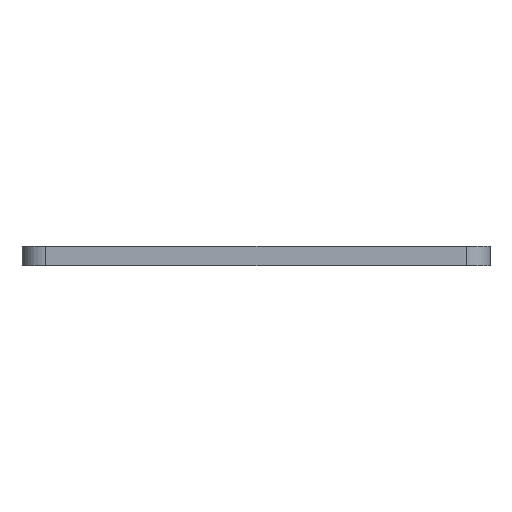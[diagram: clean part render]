
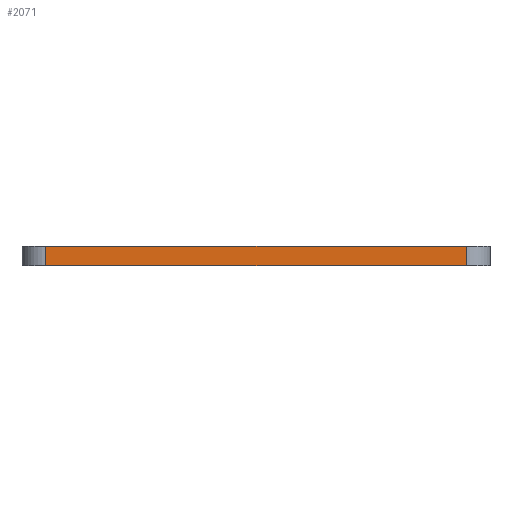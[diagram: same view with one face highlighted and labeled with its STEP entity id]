
A CAD part, left-side view. The second image highlights one B-rep face of the part: STEP entity #2071.
In plain terms, the highlighted planar face has unit normal (-1, 0, 0).
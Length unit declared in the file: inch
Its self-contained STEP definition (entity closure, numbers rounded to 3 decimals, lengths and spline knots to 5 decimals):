
#129=PLANE('',#2379);
#286=FACE_OUTER_BOUND('',#475,.T.);
#475=EDGE_LOOP('',(#1967,#1968,#1969,#1970));
#498=LINE('',#3211,#596);
#507=LINE('',#3244,#605);
#515=LINE('',#3337,#613);
#522=LINE('',#3502,#620);
#596=VECTOR('',#2548,0.3937);
#605=VECTOR('',#2575,0.3937);
#613=VECTOR('',#2669,0.3937);
#620=VECTOR('',#2832,0.3937);
#926=VERTEX_POINT('',#3208);
#927=VERTEX_POINT('',#3210);
#942=VERTEX_POINT('',#3242);
#984=VERTEX_POINT('',#3336);
#1160=EDGE_CURVE('',#926,#927,#498,.T.);
#1177=EDGE_CURVE('',#942,#926,#507,.T.);
#1223=EDGE_CURVE('',#984,#927,#515,.T.);
#1307=EDGE_CURVE('',#984,#942,#522,.T.);
#1967=ORIENTED_EDGE('',*,*,#1160,.F.);
#1968=ORIENTED_EDGE('',*,*,#1177,.F.);
#1969=ORIENTED_EDGE('',*,*,#1307,.F.);
#1970=ORIENTED_EDGE('',*,*,#1223,.T.);
#2071=ADVANCED_FACE('',(#286),#129,.T.);
#2379=AXIS2_PLACEMENT_3D('',#3663,#3054,#3055);
#2548=DIRECTION('',(0.,0.,1.));
#2575=DIRECTION('',(0.,1.,0.));
#2669=DIRECTION('',(0.,1.,0.));
#2832=DIRECTION('',(0.,0.,-1.));
#3054=DIRECTION('center_axis',(-1.,0.,0.));
#3055=DIRECTION('ref_axis',(0.,1.,0.));
#3208=CARTESIAN_POINT('',(-11.,6.625,-0.625));
#3210=CARTESIAN_POINT('',(-11.,6.625,0.));
#3211=CARTESIAN_POINT('',(-11.,6.625,0.));
#3242=CARTESIAN_POINT('',(-11.,-6.625,-0.625));
#3244=CARTESIAN_POINT('',(-11.,-7.375,-0.625));
#3336=CARTESIAN_POINT('',(-11.,-6.625,0.));
#3337=CARTESIAN_POINT('',(-11.,-7.375,0.));
#3502=CARTESIAN_POINT('',(-11.,-6.625,0.));
#3663=CARTESIAN_POINT('Origin',(-11.,-7.375,0.));
